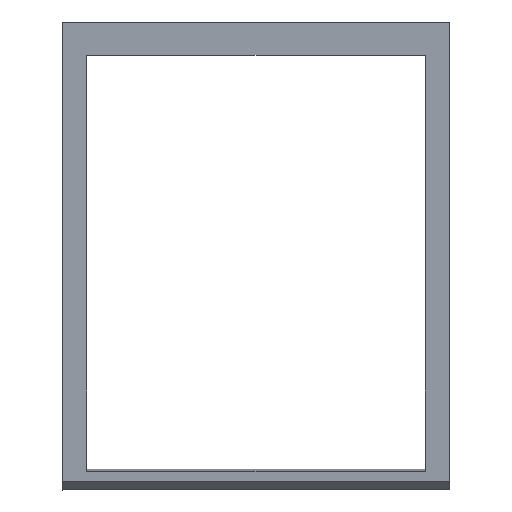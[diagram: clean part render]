
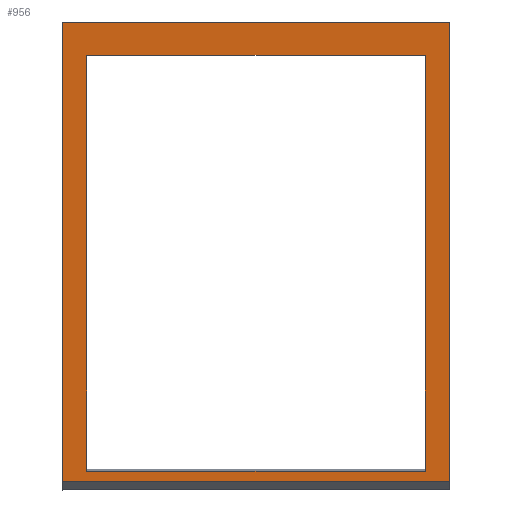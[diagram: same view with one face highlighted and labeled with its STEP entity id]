
A CAD part, top view. The second image highlights one B-rep face of the part: STEP entity #956.
In plain terms, the highlighted face is planar.
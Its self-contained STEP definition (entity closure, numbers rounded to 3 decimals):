
#41=FACE_BOUND('',#150,.T.);
#97=FACE_OUTER_BOUND('',#149,.T.);
#149=EDGE_LOOP('',(#806,#807,#808,#809));
#150=EDGE_LOOP('',(#810,#811,#812,#813));
#240=LINE('',#1501,#358);
#255=LINE('',#1533,#373);
#256=LINE('',#1535,#374);
#257=LINE('',#1536,#375);
#258=LINE('',#1539,#376);
#259=LINE('',#1541,#377);
#260=LINE('',#1543,#378);
#261=LINE('',#1544,#379);
#358=VECTOR('',#1225,10.);
#373=VECTOR('',#1252,10.);
#374=VECTOR('',#1253,10.);
#375=VECTOR('',#1254,10.);
#376=VECTOR('',#1255,10.);
#377=VECTOR('',#1256,10.);
#378=VECTOR('',#1257,10.);
#379=VECTOR('',#1258,10.);
#462=VERTEX_POINT('',#1498);
#463=VERTEX_POINT('',#1500);
#474=VERTEX_POINT('',#1532);
#475=VERTEX_POINT('',#1534);
#476=VERTEX_POINT('',#1537);
#477=VERTEX_POINT('',#1538);
#478=VERTEX_POINT('',#1540);
#479=VERTEX_POINT('',#1542);
#576=EDGE_CURVE('',#463,#462,#240,.F.);
#593=EDGE_CURVE('',#474,#462,#255,.T.);
#594=EDGE_CURVE('',#474,#475,#256,.T.);
#595=EDGE_CURVE('',#475,#463,#257,.F.);
#596=EDGE_CURVE('',#476,#477,#258,.T.);
#597=EDGE_CURVE('',#477,#478,#259,.T.);
#598=EDGE_CURVE('',#478,#479,#260,.T.);
#599=EDGE_CURVE('',#479,#476,#261,.T.);
#806=ORIENTED_EDGE('',*,*,#593,.F.);
#807=ORIENTED_EDGE('',*,*,#594,.T.);
#808=ORIENTED_EDGE('',*,*,#595,.T.);
#809=ORIENTED_EDGE('',*,*,#576,.T.);
#810=ORIENTED_EDGE('',*,*,#596,.T.);
#811=ORIENTED_EDGE('',*,*,#597,.T.);
#812=ORIENTED_EDGE('',*,*,#598,.T.);
#813=ORIENTED_EDGE('',*,*,#599,.T.);
#910=PLANE('',#1035);
#956=ADVANCED_FACE('',(#97,#41),#910,.T.);
#1035=AXIS2_PLACEMENT_3D('',#1531,#1250,#1251);
#1225=DIRECTION('',(1.,0.,0.));
#1250=DIRECTION('center_axis',(0.,0.,1.));
#1251=DIRECTION('ref_axis',(1.,0.,0.));
#1252=DIRECTION('',(0.,1.,0.));
#1253=DIRECTION('',(1.,0.,0.));
#1254=DIRECTION('',(0.,-1.,0.));
#1255=DIRECTION('',(0.,1.,0.));
#1256=DIRECTION('',(1.,0.,0.));
#1257=DIRECTION('',(0.,-1.,0.));
#1258=DIRECTION('',(-1.,0.,0.));
#1498=CARTESIAN_POINT('',(107.8,59.829,13.2));
#1500=CARTESIAN_POINT('',(201.763,59.829,13.2));
#1501=CARTESIAN_POINT('',(132.791,59.829,13.2));
#1531=CARTESIAN_POINT('Origin',(154.781,1.191,13.2));
#1532=CARTESIAN_POINT('',(107.8,-51.836,13.2));
#1533=CARTESIAN_POINT('',(107.8,26.444,13.2));
#1534=CARTESIAN_POINT('',(201.763,-51.836,13.2));
#1535=CARTESIAN_POINT('',(178.272,-51.836,13.2));
#1536=CARTESIAN_POINT('',(201.763,-24.062,13.2));
#1537=CARTESIAN_POINT('',(113.8,-49.316,13.2));
#1538=CARTESIAN_POINT('',(113.8,51.697,13.2));
#1539=CARTESIAN_POINT('',(113.8,-49.316,13.2));
#1540=CARTESIAN_POINT('',(195.763,51.697,13.2));
#1541=CARTESIAN_POINT('',(113.8,51.697,13.2));
#1542=CARTESIAN_POINT('',(195.763,-49.316,13.2));
#1543=CARTESIAN_POINT('',(195.763,51.697,13.2));
#1544=CARTESIAN_POINT('',(195.763,-49.316,13.2));
